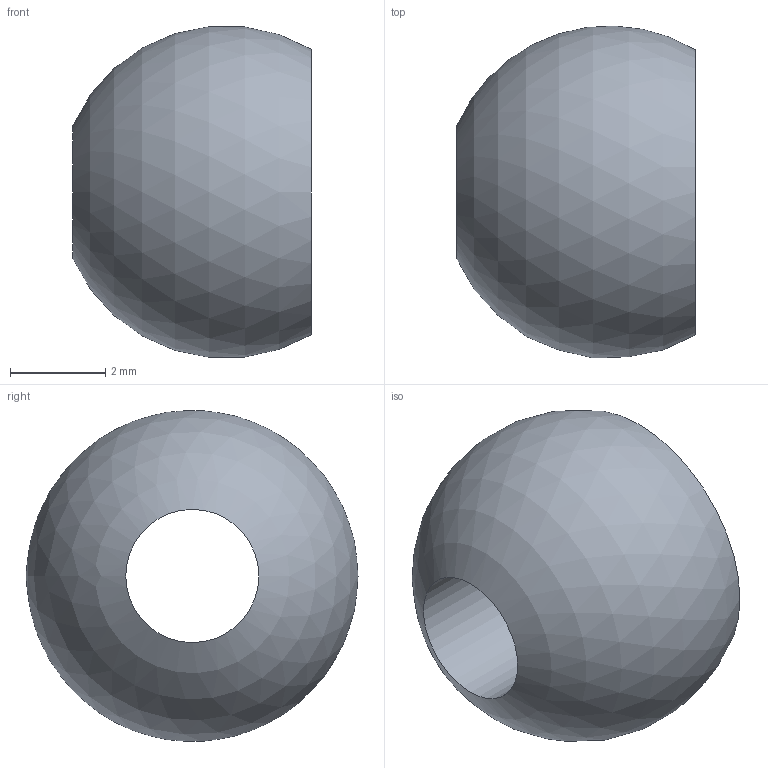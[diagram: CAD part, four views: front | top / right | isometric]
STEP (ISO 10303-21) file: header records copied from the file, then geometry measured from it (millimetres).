
FILE_DESCRIPTION(('FreeCAD Model'),'2;1');
FILE_NAME('Open CASCADE Shape Model','2022-11-17T12:09:20',(''),(''), 'Open CASCADE STEP processor 7.5','FreeCAD','Unknown');
FILE_SCHEMA(('AUTOMOTIVE_DESIGN { 1 0 10303 214 1 1 1 1 }'));
Length unit declared in the file: millimetre
Products named in the file (1): Revolution001
Bounding box: 5.01 x 6.98 x 6.96 mm (x, y, z)
Volume: 121.3 mm3; surface area: 176.4 mm2
Topology: 1 solids, 1 shells, 3 faces, 5 edges, 3 vertices
Faces by surface type: sphere 1, cylinder 1, plane 1
Full cylindrical faces by diameter (mm): 2.8 x1
Entity records: 172 total; most frequent: CARTESIAN_POINT 34, DIRECTION 25, ORIENTED_EDGE 10, PCURVE 10, DEFINITIONAL_REPRESENTATION 10, LINE 9, VECTOR 9, AXIS2_PLACEMENT_3D 8
